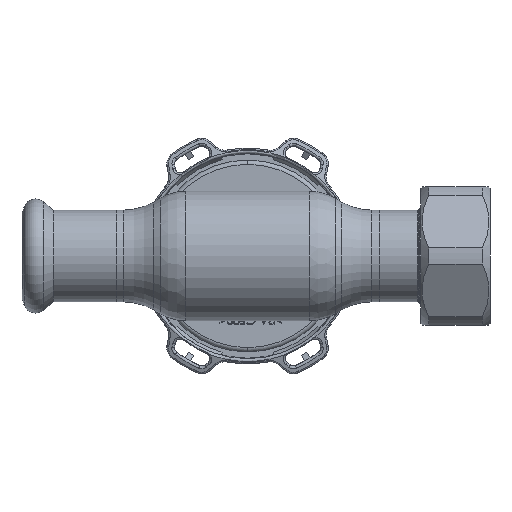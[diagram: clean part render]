
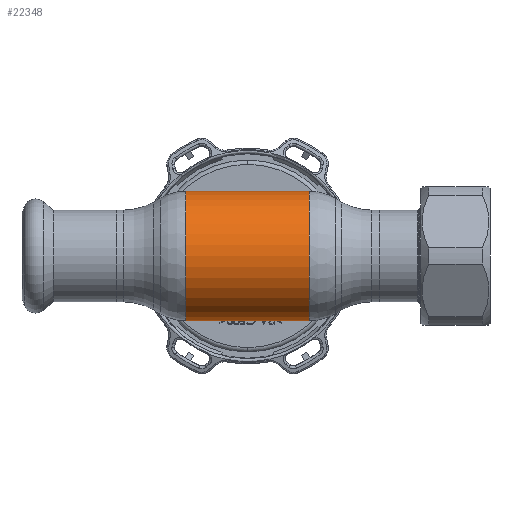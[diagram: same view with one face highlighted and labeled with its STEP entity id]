
A CAD part, front view. The second image highlights one B-rep face of the part: STEP entity #22348.
In plain terms, the highlighted cylindrical face has radius 15 mm (diameter 30 mm), a partial arc.
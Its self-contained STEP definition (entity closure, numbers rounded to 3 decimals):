
#2362 = DIRECTION ( 'NONE',  ( 0., 0., 1. ) ) ;
#3560 = VERTEX_POINT ( 'NONE', #14259 ) ;
#4652 = CIRCLE ( 'NONE', #11897, 15. ) ;
#6108 = DIRECTION ( 'NONE',  ( 0., 0., 1. ) ) ;
#6476 = CARTESIAN_POINT ( 'NONE',  ( 14.285, 0., 0. ) ) ;
#6497 = EDGE_CURVE ( 'NONE', #13156, #12887, #22721, .T. ) ;
#9338 = DIRECTION ( 'NONE',  ( -1., 0., 0. ) ) ;
#10936 = CYLINDRICAL_SURFACE ( 'NONE', #11626, 15. ) ;
#11003 = ORIENTED_EDGE ( 'NONE', *, *, #6497, .F. ) ;
#11626 = AXIS2_PLACEMENT_3D ( 'NONE', #30623, #33818, #19534 ) ;
#11897 = AXIS2_PLACEMENT_3D ( 'NONE', #28284, #25440, #2362 ) ;
#12744 = CARTESIAN_POINT ( 'NONE',  ( -62.69, 0., 15. ) ) ;
#12887 = VERTEX_POINT ( 'NONE', #18653 ) ;
#13156 = VERTEX_POINT ( 'NONE', #14783 ) ;
#13540 = CARTESIAN_POINT ( 'NONE',  ( -62.69, 0., -15. ) ) ;
#14100 = EDGE_CURVE ( 'NONE', #3560, #30845, #23418, .T. ) ;
#14259 = CARTESIAN_POINT ( 'NONE',  ( 14.285, 0., 15. ) ) ;
#14783 = CARTESIAN_POINT ( 'NONE',  ( 14.285, 0., -15. ) ) ;
#17099 = FACE_OUTER_BOUND ( 'NONE', #35855, .T. ) ;
#17102 = DIRECTION ( 'NONE',  ( -1., 0., 0. ) ) ;
#17364 = AXIS2_PLACEMENT_3D ( 'NONE', #6476, #17943, #6108 ) ;
#17943 = DIRECTION ( 'NONE',  ( -1., 0., 0. ) ) ;
#18653 = CARTESIAN_POINT ( 'NONE',  ( -14.285, 0., -15. ) ) ;
#19157 = CIRCLE ( 'NONE', #17364, 15. ) ;
#19534 = DIRECTION ( 'NONE',  ( 0., 0., 1. ) ) ;
#20587 = VECTOR ( 'NONE', #9338, 1000. ) ;
#22348 = ADVANCED_FACE ( 'NONE', ( #17099 ), #10936, .T. ) ;
#22721 = LINE ( 'NONE', #13540, #23722 ) ;
#23418 = LINE ( 'NONE', #12744, #20587 ) ;
#23722 = VECTOR ( 'NONE', #17102, 1000. ) ;
#23741 = ORIENTED_EDGE ( 'NONE', *, *, #27833, .F. ) ;
#24573 = CARTESIAN_POINT ( 'NONE',  ( -14.285, 0., 15. ) ) ;
#24963 = ORIENTED_EDGE ( 'NONE', *, *, #14100, .T. ) ;
#25440 = DIRECTION ( 'NONE',  ( -1., 0., 0. ) ) ;
#27833 = EDGE_CURVE ( 'NONE', #12887, #30845, #4652, .T. ) ;
#28284 = CARTESIAN_POINT ( 'NONE',  ( -14.285, 0., 0. ) ) ;
#29396 = ORIENTED_EDGE ( 'NONE', *, *, #29501, .T. ) ;
#29501 = EDGE_CURVE ( 'NONE', #13156, #3560, #19157, .T. ) ;
#30623 = CARTESIAN_POINT ( 'NONE',  ( -62.69, 0., 0. ) ) ;
#30845 = VERTEX_POINT ( 'NONE', #24573 ) ;
#33818 = DIRECTION ( 'NONE',  ( -1., 0., 0. ) ) ;
#35855 = EDGE_LOOP ( 'NONE', ( #11003, #29396, #24963, #23741 ) ) ;
